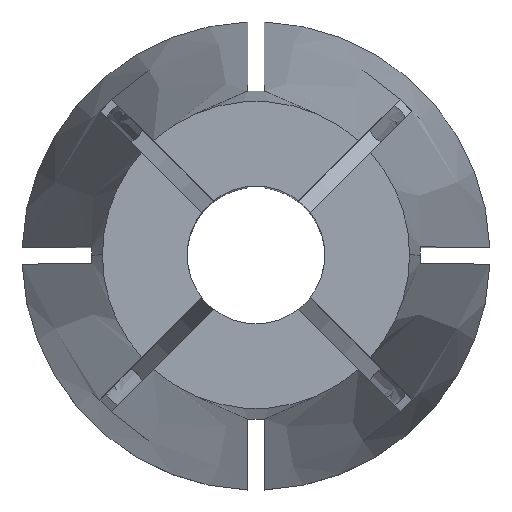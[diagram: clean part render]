
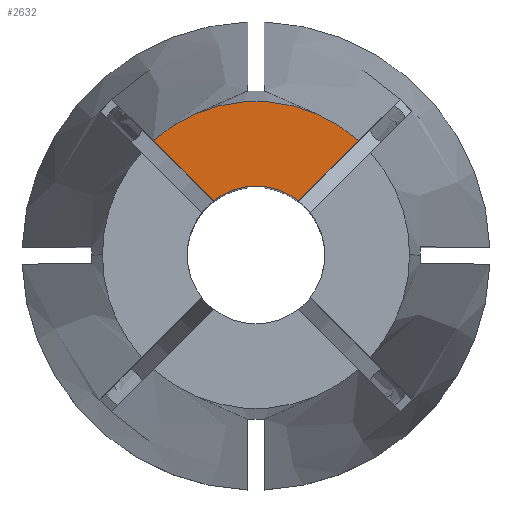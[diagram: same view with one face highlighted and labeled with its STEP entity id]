
A CAD part, top view. The second image highlights one B-rep face of the part: STEP entity #2632.
In plain terms, the highlighted planar face has unit normal (0, 0, 1).
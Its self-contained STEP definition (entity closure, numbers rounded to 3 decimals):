
#122 = DIRECTION ( 'NONE',  ( 0., 0., -1. ) ) ;
#129 = AXIS2_PLACEMENT_3D ( 'NONE', #346, #122, #780 ) ;
#235 = CARTESIAN_POINT ( 'NONE',  ( -3.726, 4.15, 0. ) ) ;
#238 = VECTOR ( 'NONE', #1672, 1000. ) ;
#266 = VERTEX_POINT ( 'NONE', #235 ) ;
#306 = LINE ( 'NONE', #2768, #2686 ) ;
#330 = DIRECTION ( 'NONE',  ( 0., 0., 1. ) ) ;
#346 = CARTESIAN_POINT ( 'NONE',  ( 0., 0., 0. ) ) ;
#401 = VERTEX_POINT ( 'NONE', #1915 ) ;
#437 = DIRECTION ( 'NONE',  ( 1., 0., 0. ) ) ;
#601 = CARTESIAN_POINT ( 'NONE',  ( 3.726, 4.15, 0. ) ) ;
#637 = ORIENTED_EDGE ( 'NONE', *, *, #2726, .T. ) ;
#650 = PLANE ( 'NONE',  #129 ) ;
#780 = DIRECTION ( 'NONE',  ( -1., 0., 0. ) ) ;
#881 = FACE_OUTER_BOUND ( 'NONE', #2868, .T. ) ;
#1058 = AXIS2_PLACEMENT_3D ( 'NONE', #2602, #2581, #2755 ) ;
#1073 = CIRCLE ( 'NONE', #1544, 2.5 ) ;
#1106 = EDGE_CURVE ( 'NONE', #401, #2521, #1073, .T. ) ;
#1203 = EDGE_CURVE ( 'NONE', #401, #1329, #1619, .T. ) ;
#1255 = CARTESIAN_POINT ( 'NONE',  ( -0.212, 0.212, 0. ) ) ;
#1329 = VERTEX_POINT ( 'NONE', #601 ) ;
#1503 = ORIENTED_EDGE ( 'NONE', *, *, #2338, .T. ) ;
#1544 = AXIS2_PLACEMENT_3D ( 'NONE', #2967, #330, #437 ) ;
#1619 = LINE ( 'NONE', #1255, #238 ) ;
#1672 = DIRECTION ( 'NONE',  ( 0.707, 0.707, 0. ) ) ;
#1915 = CARTESIAN_POINT ( 'NONE',  ( 1.543, 1.967, 0. ) ) ;
#2273 = CARTESIAN_POINT ( 'NONE',  ( -1.543, 1.967, 0. ) ) ;
#2338 = EDGE_CURVE ( 'NONE', #266, #2521, #306, .T. ) ;
#2494 = CIRCLE ( 'NONE', #1058, 5.577 ) ;
#2521 = VERTEX_POINT ( 'NONE', #2273 ) ;
#2547 = ORIENTED_EDGE ( 'NONE', *, *, #1106, .F. ) ;
#2581 = DIRECTION ( 'NONE',  ( 0., 0., 1. ) ) ;
#2602 = CARTESIAN_POINT ( 'NONE',  ( 0., 0., 0. ) ) ;
#2632 = ADVANCED_FACE ( 'NONE', ( #881 ), #650, .F. ) ;
#2651 = DIRECTION ( 'NONE',  ( 0.707, -0.707, 0. ) ) ;
#2686 = VECTOR ( 'NONE', #2651, 1000. ) ;
#2726 = EDGE_CURVE ( 'NONE', #1329, #266, #2494, .T. ) ;
#2755 = DIRECTION ( 'NONE',  ( 1., 0., 0. ) ) ;
#2768 = CARTESIAN_POINT ( 'NONE',  ( 0.212, 0.212, 0. ) ) ;
#2832 = ORIENTED_EDGE ( 'NONE', *, *, #1203, .T. ) ;
#2868 = EDGE_LOOP ( 'NONE', ( #2547, #2832, #637, #1503 ) ) ;
#2967 = CARTESIAN_POINT ( 'NONE',  ( 0., 0., 0. ) ) ;
